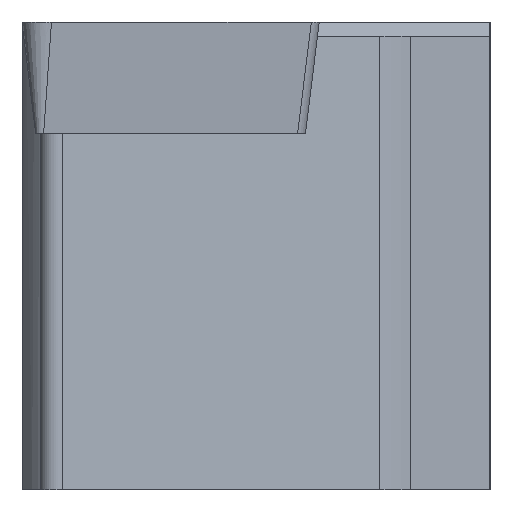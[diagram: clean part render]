
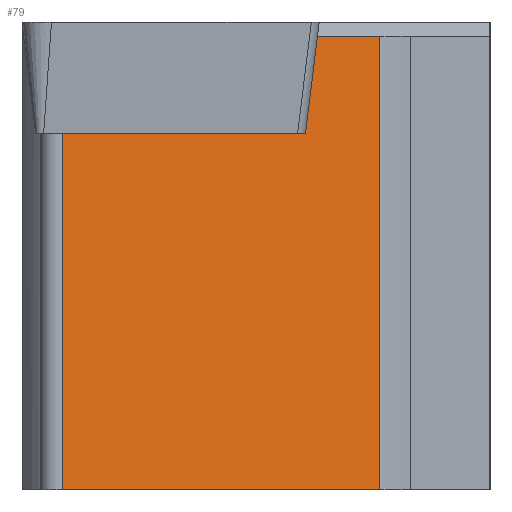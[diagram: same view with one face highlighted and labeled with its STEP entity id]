
A CAD part, left-side view. The second image highlights one B-rep face of the part: STEP entity #79.
In plain terms, the highlighted planar face has unit normal (-0.819, -0.574, 0).
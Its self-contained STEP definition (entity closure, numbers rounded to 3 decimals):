
#79=ADVANCED_FACE('',(#124),#100,.F.);
#100=PLANE('',#527);
#124=FACE_OUTER_BOUND('',#150,.T.);
#150=EDGE_LOOP('',(#230,#231,#232,#233,#234,#235));
#230=ORIENTED_EDGE('',*,*,#377,.F.);
#231=ORIENTED_EDGE('',*,*,#378,.F.);
#232=ORIENTED_EDGE('',*,*,#376,.F.);
#233=ORIENTED_EDGE('',*,*,#379,.T.);
#234=ORIENTED_EDGE('',*,*,#380,.T.);
#235=ORIENTED_EDGE('',*,*,#361,.T.);
#310=VERTEX_POINT('',#730);
#311=VERTEX_POINT('',#732);
#322=VERTEX_POINT('',#758);
#323=VERTEX_POINT('',#760);
#324=VERTEX_POINT('',#764);
#325=VERTEX_POINT('',#767);
#361=EDGE_CURVE('',#311,#310,#418,.T.);
#376=EDGE_CURVE('',#323,#322,#429,.T.);
#377=EDGE_CURVE('',#324,#310,#430,.T.);
#378=EDGE_CURVE('',#322,#324,#431,.T.);
#379=EDGE_CURVE('',#323,#325,#432,.T.);
#380=EDGE_CURVE('',#325,#311,#433,.T.);
#418=LINE('',#731,#468);
#429=LINE('',#761,#479);
#430=LINE('',#763,#480);
#431=LINE('',#765,#481);
#432=LINE('',#766,#482);
#433=LINE('',#768,#483);
#468=VECTOR('',#598,1.);
#479=VECTOR('',#621,1.);
#480=VECTOR('',#624,1.);
#481=VECTOR('',#625,1.);
#482=VECTOR('',#626,1.);
#483=VECTOR('',#627,1.);
#527=AXIS2_PLACEMENT_3D('',#769,#628,#629);
#598=DIRECTION('',(-0.574,0.819,0.));
#621=DIRECTION('',(0.,0.,1.));
#624=DIRECTION('',(0.085,-0.121,0.989));
#625=DIRECTION('',(0.574,-0.819,0.));
#626=DIRECTION('',(0.574,-0.819,0.));
#627=DIRECTION('',(0.,0.,1.));
#628=DIRECTION('',(0.819,0.574,0.));
#629=DIRECTION('',(0.574,-0.819,0.));
#730=CARTESIAN_POINT('',(4.531,3.687,-0.3));
#731=CARTESIAN_POINT('',(4.773,3.342,-0.3));
#732=CARTESIAN_POINT('',(5.461,2.358,-0.3));
#758=CARTESIAN_POINT('',(0.716,9.136,-2.38));
#760=CARTESIAN_POINT('',(0.716,9.136,-10.));
#761=CARTESIAN_POINT('',(0.716,9.136,-13.));
#763=CARTESIAN_POINT('',(3.379,5.332,-13.696));
#764=CARTESIAN_POINT('',(4.352,3.942,-2.38));
#765=CARTESIAN_POINT('',(0.716,9.136,-2.38));
#766=CARTESIAN_POINT('',(4.773,3.342,-10.));
#767=CARTESIAN_POINT('',(5.461,2.358,-10.));
#768=CARTESIAN_POINT('',(5.461,2.358,-13.));
#769=CARTESIAN_POINT('',(0.716,9.136,-13.));
